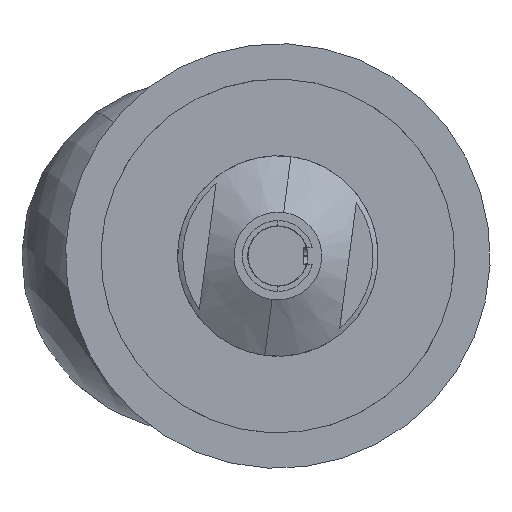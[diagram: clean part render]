
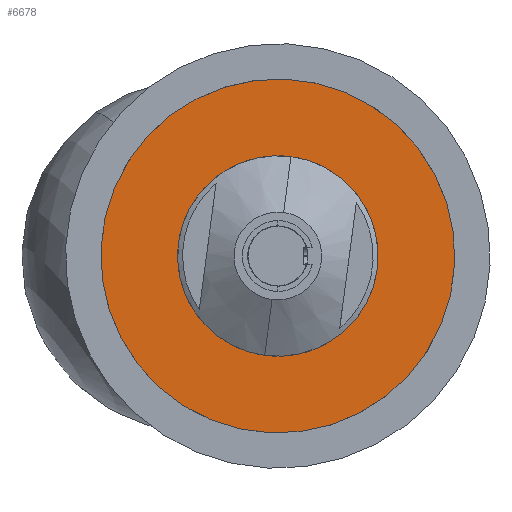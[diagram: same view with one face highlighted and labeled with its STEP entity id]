
A CAD part, left-side view. The second image highlights one B-rep face of the part: STEP entity #6678.
In plain terms, the highlighted planar face has unit normal (-1, 0, 0).
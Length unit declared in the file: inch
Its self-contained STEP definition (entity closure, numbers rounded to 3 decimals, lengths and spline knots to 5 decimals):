
#190 = DIRECTION ( 'NONE',  ( 0., 0.924, 0.382 ) ) ;
#294 = EDGE_CURVE ( 'NONE', #9633, #7106, #9848, .T. ) ;
#409 = CARTESIAN_POINT ( 'NONE',  ( -0.3515, 0., 0. ) ) ;
#557 = DIRECTION ( 'NONE',  ( -1., 0., 0. ) ) ;
#708 = DIRECTION ( 'NONE',  ( 0., -0.924, -0.382 ) ) ;
#1262 = EDGE_LOOP ( 'NONE', ( #11759, #5312 ) ) ;
#1545 = DIRECTION ( 'NONE',  ( 0., -0.924, -0.382 ) ) ;
#1894 = DIRECTION ( 'NONE',  ( 0., -0.924, -0.382 ) ) ;
#2224 = FACE_BOUND ( 'NONE', #1262, .T. ) ;
#2359 = CARTESIAN_POINT ( 'NONE',  ( -0.3515, -0.23866, 0.57764 ) ) ;
#4568 = DIRECTION ( 'NONE',  ( 0., -0.924, -0.382 ) ) ;
#4862 = CARTESIAN_POINT ( 'NONE',  ( -0.3515, 0., 0. ) ) ;
#4914 = EDGE_CURVE ( 'NONE', #7106, #9633, #9248, .T. ) ;
#5312 = ORIENTED_EDGE ( 'NONE', *, *, #294, .F. ) ;
#5987 = DIRECTION ( 'NONE',  ( -1., 0., 0. ) ) ;
#6070 = DIRECTION ( 'NONE',  ( -1., 0., 0. ) ) ;
#6142 = CARTESIAN_POINT ( 'NONE',  ( -0.3515, -0.32718, -0.13517 ) ) ;
#6478 = PLANE ( 'NONE',  #7600 ) ;
#6486 = CIRCLE ( 'NONE', #13414, 0.625 ) ;
#6543 = FACE_OUTER_BOUND ( 'NONE', #13252, .T. ) ;
#6678 = ADVANCED_FACE ( 'NONE', ( #2224, #6543 ), #6478, .F. ) ;
#6686 = ORIENTED_EDGE ( 'NONE', *, *, #7668, .T. ) ;
#7106 = VERTEX_POINT ( 'NONE', #6142 ) ;
#7600 = AXIS2_PLACEMENT_3D ( 'NONE', #2359, #7603, #190 ) ;
#7603 = DIRECTION ( 'NONE',  ( 1., 0., 0. ) ) ;
#7668 = EDGE_CURVE ( 'NONE', #10233, #12026, #12758, .T. ) ;
#7893 = CARTESIAN_POINT ( 'NONE',  ( -0.3515, 0., 0. ) ) ;
#8274 = CARTESIAN_POINT ( 'NONE',  ( -0.3515, 0.32718, 0.13517 ) ) ;
#8513 = AXIS2_PLACEMENT_3D ( 'NONE', #4862, #557, #708 ) ;
#8979 = EDGE_CURVE ( 'NONE', #12026, #10233, #6486, .T. ) ;
#9248 = CIRCLE ( 'NONE', #11019, 0.354 ) ;
#9633 = VERTEX_POINT ( 'NONE', #8274 ) ;
#9848 = CIRCLE ( 'NONE', #13461, 0.354 ) ;
#10233 = VERTEX_POINT ( 'NONE', #13131 ) ;
#10432 = CARTESIAN_POINT ( 'NONE',  ( -0.3515, 0., 0. ) ) ;
#11019 = AXIS2_PLACEMENT_3D ( 'NONE', #409, #11921, #4568 ) ;
#11759 = ORIENTED_EDGE ( 'NONE', *, *, #4914, .F. ) ;
#11921 = DIRECTION ( 'NONE',  ( -1., 0., 0. ) ) ;
#12026 = VERTEX_POINT ( 'NONE', #12855 ) ;
#12590 = ORIENTED_EDGE ( 'NONE', *, *, #8979, .T. ) ;
#12758 = CIRCLE ( 'NONE', #8513, 0.625 ) ;
#12855 = CARTESIAN_POINT ( 'NONE',  ( -0.3515, -0.57764, -0.23866 ) ) ;
#13131 = CARTESIAN_POINT ( 'NONE',  ( -0.3515, 0.57764, 0.23866 ) ) ;
#13252 = EDGE_LOOP ( 'NONE', ( #12590, #6686 ) ) ;
#13414 = AXIS2_PLACEMENT_3D ( 'NONE', #10432, #6070, #1894 ) ;
#13461 = AXIS2_PLACEMENT_3D ( 'NONE', #7893, #5987, #1545 ) ;
